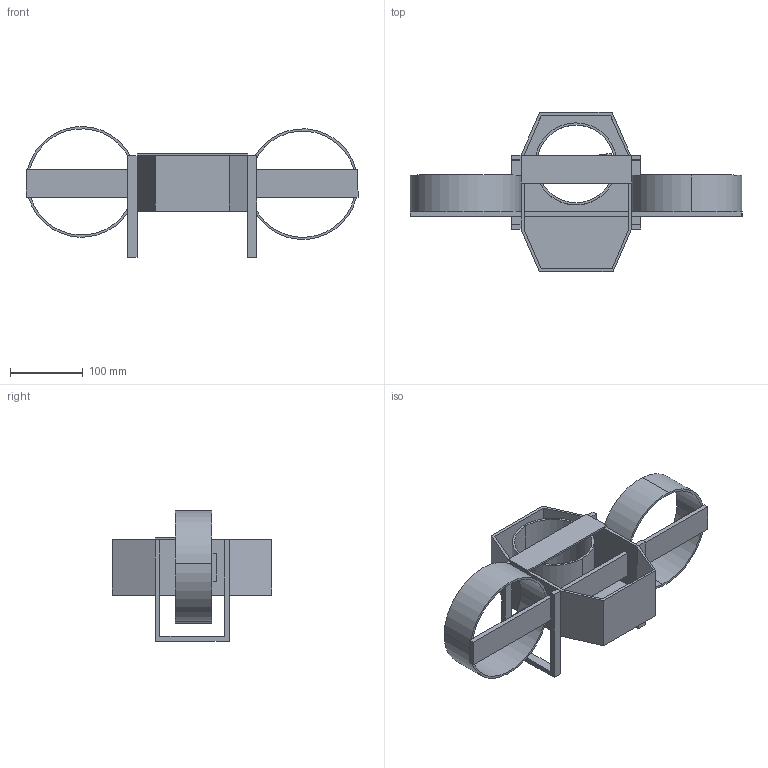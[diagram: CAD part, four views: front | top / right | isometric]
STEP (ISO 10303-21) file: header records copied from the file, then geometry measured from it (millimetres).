
FILE_DESCRIPTION (( 'STEP AP203' ), '1' );
FILE_NAME ('craftCAD.STEP', '2025-03-14T16:52:08', ( '' ), ( '' ), 'SwSTEP 2.0', 'SolidWorks 2024', '' );
FILE_SCHEMA (( 'CONFIG_CONTROL_DESIGN' ));
Length unit declared in the file: inch
Products named in the file (1): craftCAD
Bounding box: 457.3 x 219.09 x 180.02 mm (x, y, z)
Surface area: 386639.9 mm2 (no closed solid volume)
Topology: 0 solids, 17 shells, 190 faces, 468 edges, 304 vertices
Faces by surface type: plane 98, bspline 48, cylinder 32, torus 12
Entity records: 11225 total; most frequent: CARTESIAN_POINT 7281, ORIENTED_EDGE 894, DIRECTION 560, EDGE_CURVE 456, VERTEX_POINT 304, EDGE_LOOP 215, B_SPLINE_CURVE_WITH_KNOTS 210, LINE 206
